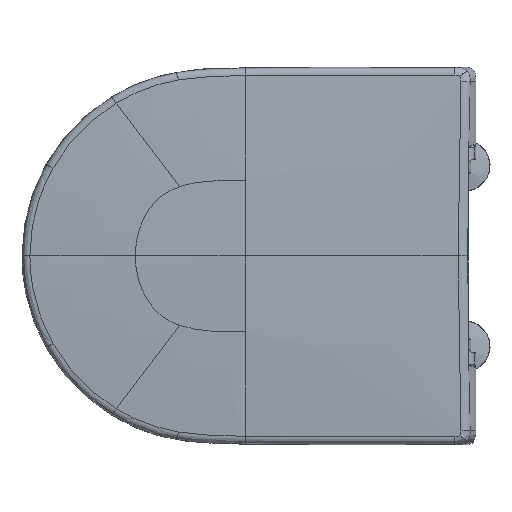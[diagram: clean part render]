
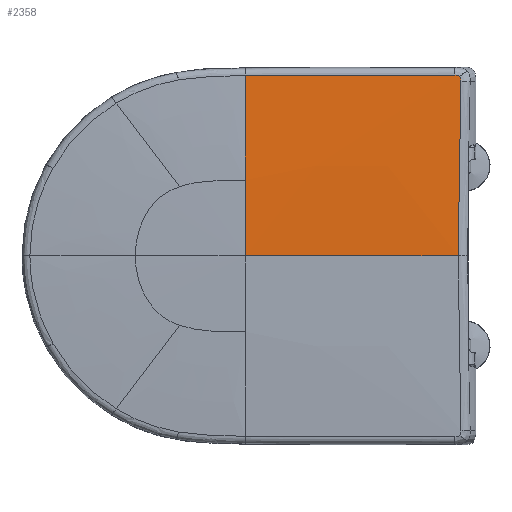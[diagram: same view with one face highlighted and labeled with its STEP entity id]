
A CAD part, top view. The second image highlights one B-rep face of the part: STEP entity #2358.
In plain terms, the highlighted free-form (B-spline) face has degree [3, 2] with [4, 3] control points.
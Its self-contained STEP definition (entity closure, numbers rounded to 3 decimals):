
#112=B_SPLINE_SURFACE_WITH_KNOTS('',3,2,((#15079,#15080,#15081),(#15082,
#15083,#15084),(#15085,#15086,#15087),(#15088,#15089,#15090)),
 .UNSPECIFIED.,.F.,.F.,.F.,(4,4),(3,3),(0.,1.),(0.,1.),.UNSPECIFIED.);
#825=(
BOUNDED_CURVE()
B_SPLINE_CURVE(2,(#10723,#10724,#10725),.UNSPECIFIED.,.F.,.F.)
B_SPLINE_CURVE_WITH_KNOTS((3,3),(0.,1.),.UNSPECIFIED.)
CURVE()
GEOMETRIC_REPRESENTATION_ITEM()
RATIONAL_B_SPLINE_CURVE((1.,1.,1.))
REPRESENTATION_ITEM('')
);
#871=(
BOUNDED_CURVE()
B_SPLINE_CURVE(3,(#14091,#14092,#14093,#14094,#14095,#14096,#14097,#14098,
#14099,#14100,#14101,#14102,#14103,#14104,#14105,#14106,#14107,#14108,#14109,
#14110),.UNSPECIFIED.,.F.,.F.)
B_SPLINE_CURVE_WITH_KNOTS((4,1,2,1,3,3,3,3,4),(0.,0.191,0.212,
0.215,0.242,0.485,0.727,
0.99,1.),.UNSPECIFIED.)
CURVE()
GEOMETRIC_REPRESENTATION_ITEM()
RATIONAL_B_SPLINE_CURVE((1.,1.,1.,1.,1.,1.001,1.001,
1.,1.01,1.01,1.,0.999,0.999,
1.,0.996,0.996,1.,1.,1.,
1.))
REPRESENTATION_ITEM('')
);
#883=(
BOUNDED_CURVE()
B_SPLINE_CURVE(3,(#14851,#14852,#14853,#14854,#14855,#14856,#14857,#14858,
#14859,#14860,#14861,#14862,#14863,#14864,#14865,#14866,#14867,#14868,#14869),
 .UNSPECIFIED.,.F.,.F.)
B_SPLINE_CURVE_WITH_KNOTS((4,3,3,3,3,3,4),(0.,0.232,0.495,
0.737,0.783,0.829,1.),.UNSPECIFIED.)
CURVE()
GEOMETRIC_REPRESENTATION_ITEM()
RATIONAL_B_SPLINE_CURVE((1.,0.996,0.997,
1.,0.999,0.999,1.,1.008,1.008,
1.,1.002,1.002,1.,1.,1.,1.,1.136,1.136,
1.))
REPRESENTATION_ITEM('')
);
#885=(
BOUNDED_CURVE()
B_SPLINE_CURVE(3,(#15075,#15076,#15077,#15078),.UNSPECIFIED.,.F.,.F.)
B_SPLINE_CURVE_WITH_KNOTS((4,4),(0.,1.),.UNSPECIFIED.)
CURVE()
GEOMETRIC_REPRESENTATION_ITEM()
RATIONAL_B_SPLINE_CURVE((1.,1.,1.,1.))
REPRESENTATION_ITEM('')
);
#1510=B_SPLINE_CURVE_WITH_KNOTS('',5,(#14275,#14276,#14277,#14278,#14279,
#14280),.UNSPECIFIED.,.F.,.F.,(6,6),(0.,1.),.UNSPECIFIED.);
#1527=B_SPLINE_CURVE_WITH_KNOTS('',3,(#14709,#14710,#14711,#14712),
 .UNSPECIFIED.,.F.,.F.,(4,4),(0.,1.),.UNSPECIFIED.);
#1532=B_SPLINE_CURVE_WITH_KNOTS('',5,(#14972,#14973,#14974,#14975,#14976,
#14977),.UNSPECIFIED.,.F.,.F.,(6,6),(0.,1.),.UNSPECIFIED.);
#2358=ADVANCED_FACE('trim region',(#3021),#112,.F.);
#3021=FACE_OUTER_BOUND('',#3650,.T.);
#3650=EDGE_LOOP('',(#4647,#4648,#4649,#4650,#4651,#4652,#4653));
#4647=ORIENTED_EDGE('',*,*,#8216,.F.);
#4648=ORIENTED_EDGE('',*,*,#8211,.F.);
#4649=ORIENTED_EDGE('',*,*,#8178,.F.);
#4650=ORIENTED_EDGE('',*,*,#8182,.F.);
#4651=ORIENTED_EDGE('',*,*,#8205,.F.);
#4652=ORIENTED_EDGE('',*,*,#8043,.F.);
#4653=ORIENTED_EDGE('',*,*,#8217,.F.);
#7148=VERTEX_POINT('',#10721);
#7150=VERTEX_POINT('',#10726);
#7238=VERTEX_POINT('',#14090);
#7239=VERTEX_POINT('',#14111);
#7241=VERTEX_POINT('',#14274);
#7255=VERTEX_POINT('',#14870);
#7256=VERTEX_POINT('',#14960);
#8043=EDGE_CURVE('Edge Curve',#7148,#7150,#825,.T.);
#8178=EDGE_CURVE('Edge Curve',#7238,#7239,#871,.T.);
#8182=EDGE_CURVE('Edge Curve',#7241,#7238,#1510,.T.);
#8205=EDGE_CURVE('Edge Curve',#7150,#7241,#1527,.T.);
#8211=EDGE_CURVE('Edge Curve',#7239,#7255,#883,.T.);
#8216=EDGE_CURVE('Edge Curve',#7255,#7256,#1532,.T.);
#8217=EDGE_CURVE('',#7256,#7148,#885,.T.);
#10721=CARTESIAN_POINT('',(-218.605,0.,23.417));
#10723=CARTESIAN_POINT('',(-218.605,0.,23.417));
#10724=CARTESIAN_POINT('',(-218.605,37.803,23.417));
#10725=CARTESIAN_POINT('',(-218.602,75.551,22.446));
#10726=CARTESIAN_POINT('',(-218.602,75.551,22.446));
#14090=CARTESIAN_POINT('',(-9.875,180.053,17.795));
#14091=CARTESIAN_POINT('',(-9.875,180.053,17.795));
#14092=CARTESIAN_POINT('',(-9.493,180.052,17.794));
#14093=CARTESIAN_POINT('',(-9.07,180.051,17.794));
#14094=CARTESIAN_POINT('',(-8.646,180.033,17.794));
#14095=CARTESIAN_POINT('',(-8.598,180.031,17.794));
#14096=CARTESIAN_POINT('',(-8.536,180.028,17.794));
#14097=CARTESIAN_POINT('',(-8.476,180.025,17.794));
#14098=CARTESIAN_POINT('',(-8.423,180.022,17.794));
#14099=CARTESIAN_POINT('',(-7.932,179.992,17.795));
#14100=CARTESIAN_POINT('',(-7.502,179.934,17.797));
#14101=CARTESIAN_POINT('',(-7.119,179.848,17.8));
#14102=CARTESIAN_POINT('',(-6.703,179.754,17.804));
#14103=CARTESIAN_POINT('',(-6.325,179.622,17.809));
#14104=CARTESIAN_POINT('',(-5.986,179.453,17.815));
#14105=CARTESIAN_POINT('',(-5.61,179.264,17.823));
#14106=CARTESIAN_POINT('',(-5.278,179.027,17.833));
#14107=CARTESIAN_POINT('',(-4.993,178.745,17.844));
#14108=CARTESIAN_POINT('',(-4.982,178.734,17.844));
#14109=CARTESIAN_POINT('',(-4.972,178.723,17.845));
#14110=CARTESIAN_POINT('',(-4.961,178.712,17.845));
#14111=CARTESIAN_POINT('',(-4.961,178.712,17.845));
#14274=CARTESIAN_POINT('',(-218.589,179.586,17.922));
#14275=CARTESIAN_POINT('',(-218.589,179.586,17.922));
#14276=CARTESIAN_POINT('',(-176.847,179.885,17.931));
#14277=CARTESIAN_POINT('',(-135.104,180.078,17.915));
#14278=CARTESIAN_POINT('',(-93.361,180.168,17.884));
#14279=CARTESIAN_POINT('',(-51.618,180.158,17.842));
#14280=CARTESIAN_POINT('',(-9.875,180.053,17.795));
#14709=CARTESIAN_POINT('',(-218.602,75.551,22.446));
#14710=CARTESIAN_POINT('',(-218.599,111.566,21.52));
#14711=CARTESIAN_POINT('',(-218.595,146.245,19.965));
#14712=CARTESIAN_POINT('',(-218.589,179.586,17.922));
#14851=CARTESIAN_POINT('',(-4.961,178.712,17.845));
#14852=CARTESIAN_POINT('',(-4.712,178.458,17.856));
#14853=CARTESIAN_POINT('',(-4.501,178.168,17.867));
#14854=CARTESIAN_POINT('',(-4.329,177.845,17.881));
#14855=CARTESIAN_POINT('',(-4.139,177.488,17.895));
#14856=CARTESIAN_POINT('',(-3.996,177.087,17.912));
#14857=CARTESIAN_POINT('',(-3.9,176.643,17.93));
#14858=CARTESIAN_POINT('',(-3.818,176.264,17.945));
#14859=CARTESIAN_POINT('',(-3.768,175.841,17.963));
#14860=CARTESIAN_POINT('',(-3.748,175.362,17.982));
#14861=CARTESIAN_POINT('',(-3.744,175.278,17.986));
#14862=CARTESIAN_POINT('',(-3.742,175.191,17.989));
#14863=CARTESIAN_POINT('',(-3.74,175.1,17.993));
#14864=CARTESIAN_POINT('',(-3.739,175.013,17.997));
#14865=CARTESIAN_POINT('',(-3.738,174.926,18.));
#14866=CARTESIAN_POINT('',(-3.738,174.839,18.004));
#14867=CARTESIAN_POINT('',(-3.737,174.59,18.014));
#14868=CARTESIAN_POINT('',(-3.743,174.289,18.026));
#14869=CARTESIAN_POINT('',(-3.756,173.812,18.046));
#14870=CARTESIAN_POINT('',(-3.756,173.812,18.046));
#14960=CARTESIAN_POINT('',(-6.493,0.,21.642));
#14972=CARTESIAN_POINT('',(-3.756,173.812,18.046));
#14973=CARTESIAN_POINT('',(-4.741,139.077,19.462));
#14974=CARTESIAN_POINT('',(-5.579,104.324,20.544));
#14975=CARTESIAN_POINT('',(-6.185,69.556,21.275));
#14976=CARTESIAN_POINT('',(-6.493,34.778,21.642));
#14977=CARTESIAN_POINT('',(-6.493,0.,21.642));
#15075=CARTESIAN_POINT('',(-6.493,0.,21.642));
#15076=CARTESIAN_POINT('',(-80.751,0.,22.752));
#15077=CARTESIAN_POINT('',(-149.442,0.,23.654));
#15078=CARTESIAN_POINT('',(-218.605,0.,23.417));
#15079=CARTESIAN_POINT('',(-2.259,0.,21.579));
#15080=CARTESIAN_POINT('',(-2.259,90.136,21.579));
#15081=CARTESIAN_POINT('',(-2.441,181.164,17.739));
#15082=CARTESIAN_POINT('',(-78.144,0.,22.717));
#15083=CARTESIAN_POINT('',(-78.144,90.171,22.717));
#15084=CARTESIAN_POINT('',(-74.726,181.319,17.81));
#15085=CARTESIAN_POINT('',(-148.13,0.,23.658));
#15086=CARTESIAN_POINT('',(-148.13,90.294,23.658));
#15087=CARTESIAN_POINT('',(-146.642,181.166,17.869));
#15088=CARTESIAN_POINT('',(-218.605,0.,23.417));
#15089=CARTESIAN_POINT('',(-218.605,90.507,23.417));
#15090=CARTESIAN_POINT('',(-218.589,180.703,17.854));
